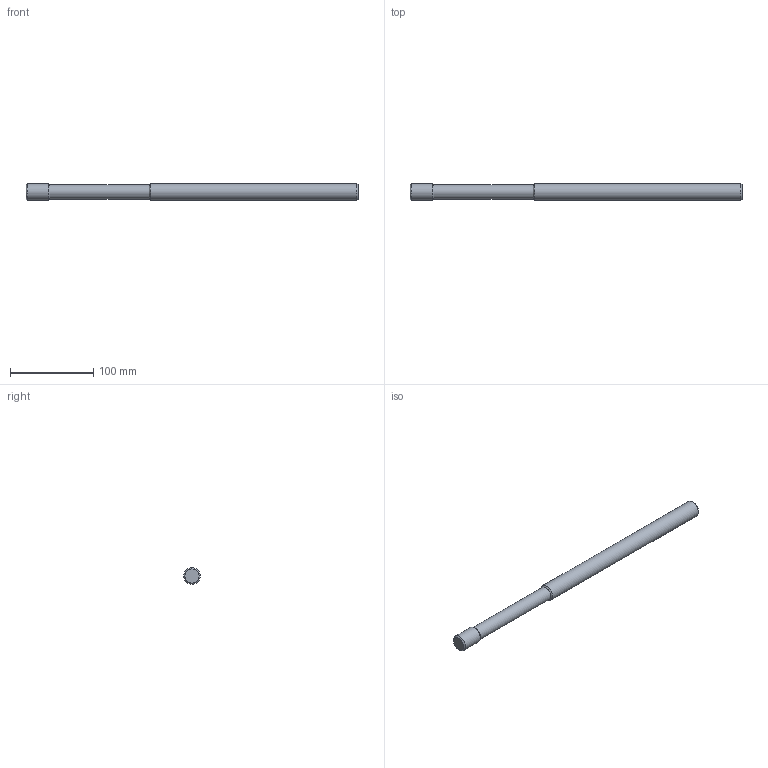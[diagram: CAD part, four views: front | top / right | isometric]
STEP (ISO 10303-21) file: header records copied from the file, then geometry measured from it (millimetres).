
FILE_DESCRIPTION( ( 'STEP AP214' ), '1' );
FILE_NAME( 'K0697.20400.stp', '2020-12-09T12:02:00', ( '' ), ( '' ), ' ', 'PARTsolutions', ' ' );
FILE_SCHEMA( ( 'AUTOMOTIVE_DESIGN { 1 0 10303 214 1 1 1 1 }' ) );
Length unit declared in the file: millimetre
Products named in the file (1): _K0697.20400
Bounding box: 400 x 20 x 20 mm (x, y, z)
Volume: 114713.5 mm3; surface area: 24545.4 mm2
Topology: 1 solids, 1 shells, 9 faces, 15 edges, 8 vertices
Faces by surface type: cone 4, cylinder 3, plane 2
Full cylindrical faces by diameter (mm): 16.933 x1, 20 x2
Entity records: 262 total; most frequent: DIRECTION 36, CARTESIAN_POINT 26, AXIS2_PLACEMENT_3D 18, EDGE_LOOP 16, ORIENTED_EDGE 16, FACE_OUTER_BOUND 12, STYLED_ITEM 9, PRESENTATION_STYLE_ASSIGNMENT 9
